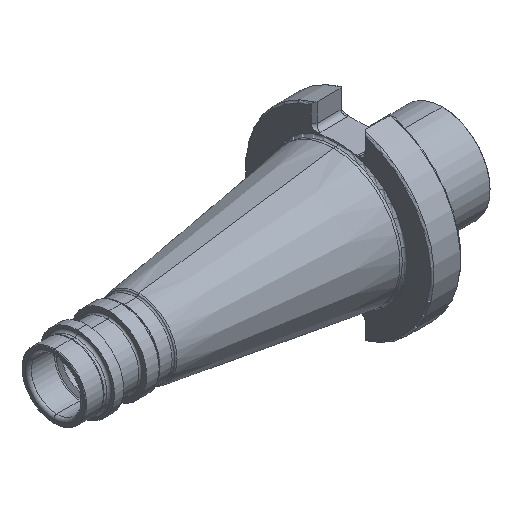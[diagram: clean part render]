
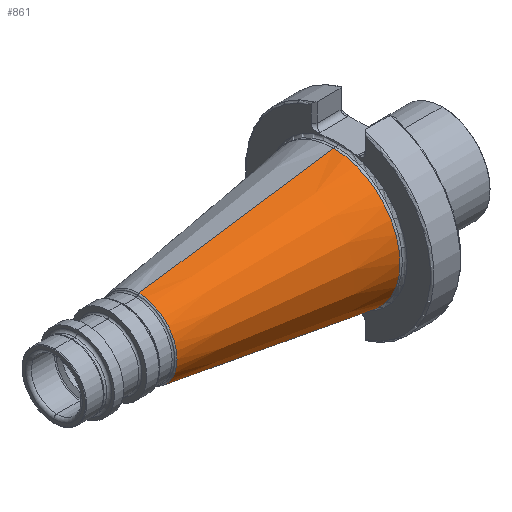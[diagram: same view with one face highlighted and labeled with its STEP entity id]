
A CAD part, isometric view. The second image highlights one B-rep face of the part: STEP entity #861.
In plain terms, the highlighted conical face has half-angle 8.297 degrees and reference radius 22.225 mm.
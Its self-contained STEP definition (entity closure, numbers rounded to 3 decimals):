
#128 = VECTOR ( 'NONE', #828, 1000. ) ;
#180 = VERTEX_POINT ( 'NONE', #3575 ) ;
#476 = CONICAL_SURFACE ( 'NONE', #3877, 22.225, 0.145 ) ;
#509 = ORIENTED_EDGE ( 'NONE', *, *, #4021, .F. ) ;
#795 = DIRECTION ( 'NONE',  ( 0.99, 0., 0.144 ) ) ;
#828 = DIRECTION ( 'NONE',  ( 0.99, 0., -0.144 ) ) ;
#861 = ADVANCED_FACE ( 'NONE', ( #1480 ), #476, .T. ) ;
#997 = VERTEX_POINT ( 'NONE', #4071 ) ;
#1087 = EDGE_LOOP ( 'NONE', ( #1414, #509, #3976, #3113 ) ) ;
#1140 = CARTESIAN_POINT ( 'NONE',  ( 0., 0., 22.225 ) ) ;
#1414 = ORIENTED_EDGE ( 'NONE', *, *, #3369, .F. ) ;
#1468 = DIRECTION ( 'NONE',  ( -1., 0., 0. ) ) ;
#1480 = FACE_OUTER_BOUND ( 'NONE', #1087, .T. ) ;
#1613 = CIRCLE ( 'NONE', #2347, 12.748 ) ;
#1614 = DIRECTION ( 'NONE',  ( -1., 0., 0. ) ) ;
#1778 = VERTEX_POINT ( 'NONE', #3136 ) ;
#1807 = LINE ( 'NONE', #2492, #128 ) ;
#2067 = CARTESIAN_POINT ( 'NONE',  ( 0., 0., 0. ) ) ;
#2347 = AXIS2_PLACEMENT_3D ( 'NONE', #3635, #1614, #3949 ) ;
#2492 = CARTESIAN_POINT ( 'NONE',  ( 0., 0., -22.225 ) ) ;
#2636 = CARTESIAN_POINT ( 'NONE',  ( -64.988, 0., -12.748 ) ) ;
#2743 = VECTOR ( 'NONE', #795, 1000. ) ;
#2770 = DIRECTION ( 'NONE',  ( 1., 0., 0. ) ) ;
#2871 = AXIS2_PLACEMENT_3D ( 'NONE', #3489, #1468, #3810 ) ;
#2959 = LINE ( 'NONE', #1140, #2743 ) ;
#3066 = CIRCLE ( 'NONE', #2871, 22.225 ) ;
#3113 = ORIENTED_EDGE ( 'NONE', *, *, #3850, .T. ) ;
#3136 = CARTESIAN_POINT ( 'NONE',  ( -64.988, 0., 12.748 ) ) ;
#3222 = VERTEX_POINT ( 'NONE', #2636 ) ;
#3369 = EDGE_CURVE ( 'NONE', #1778, #997, #2959, .T. ) ;
#3429 = EDGE_CURVE ( 'NONE', #3222, #180, #1807, .T. ) ;
#3489 = CARTESIAN_POINT ( 'NONE',  ( 0., 0., 0. ) ) ;
#3575 = CARTESIAN_POINT ( 'NONE',  ( 0., 0., -22.225 ) ) ;
#3635 = CARTESIAN_POINT ( 'NONE',  ( -64.988, 0., 0. ) ) ;
#3810 = DIRECTION ( 'NONE',  ( 0., 0., 1. ) ) ;
#3850 = EDGE_CURVE ( 'NONE', #180, #997, #3066, .T. ) ;
#3877 = AXIS2_PLACEMENT_3D ( 'NONE', #2067, #2770, #4053 ) ;
#3949 = DIRECTION ( 'NONE',  ( 0., 0., 1. ) ) ;
#3976 = ORIENTED_EDGE ( 'NONE', *, *, #3429, .T. ) ;
#4021 = EDGE_CURVE ( 'NONE', #3222, #1778, #1613, .T. ) ;
#4053 = DIRECTION ( 'NONE',  ( 0., 0., -1. ) ) ;
#4071 = CARTESIAN_POINT ( 'NONE',  ( 0., 0., 22.225 ) ) ;
